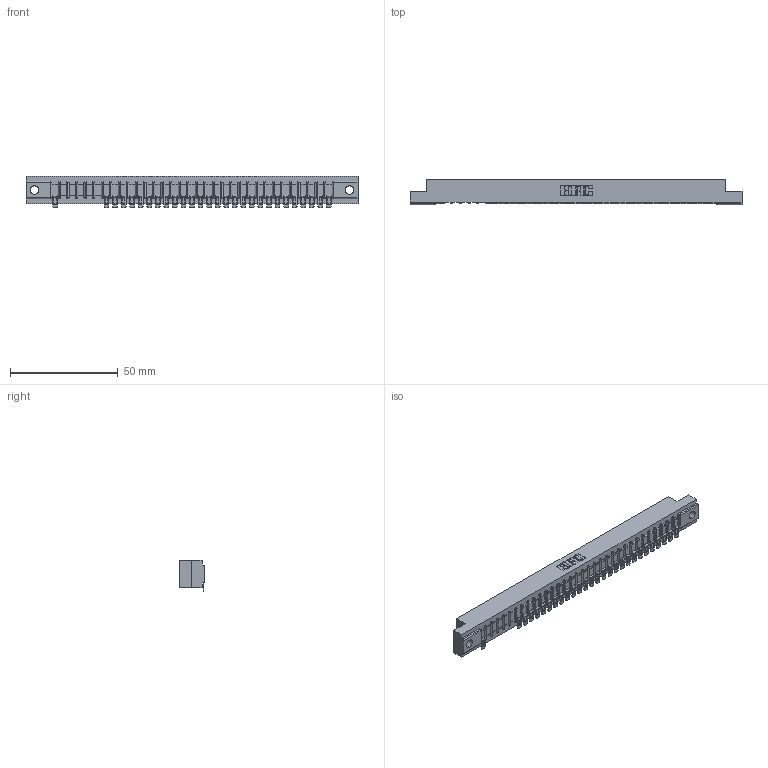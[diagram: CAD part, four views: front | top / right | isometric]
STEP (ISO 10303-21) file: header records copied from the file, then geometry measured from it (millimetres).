
FILE_DESCRIPTION (( 'STEP AP203' ), '1' );
FILE_NAME ('357-033-554-102.STEP', '2018-08-10T01:37:48', ( '' ), ( '' ), 'SwSTEP 2.0', 'SolidWorks 2016', '' );
FILE_SCHEMA (( 'CONFIG_CONTROL_DESIGN' ));
Length unit declared in the file: inch
Products named in the file (3): 307 Part_.128 Dia Mounting Holes; 307-290-002_554; 357-033-554-102
Assembly tree (29 placements, depth 2):
  357-033-554-102
    307 Part_.128 Dia Mounting Holes
    307-290-002_554  x28
Bounding box: 153.77 x 12.01 x 14.52 mm (x, y, z)
Volume: 16165.9 mm3; surface area: 19113.9 mm2
Topology: 29 solids, 29 shells, 2520 faces, 7727 edges, 5058 vertices
Faces by surface type: plane 1418, cylinder 1034, sphere 68
Entity records: 30207 total; most frequent: CARTESIAN_POINT 5117, ORIENTED_EDGE 5112, DIRECTION 4976, EDGE_CURVE 2556, LINE 1946, VECTOR 1946, VERTEX_POINT 1656, AXIS2_PLACEMENT_3D 1515
